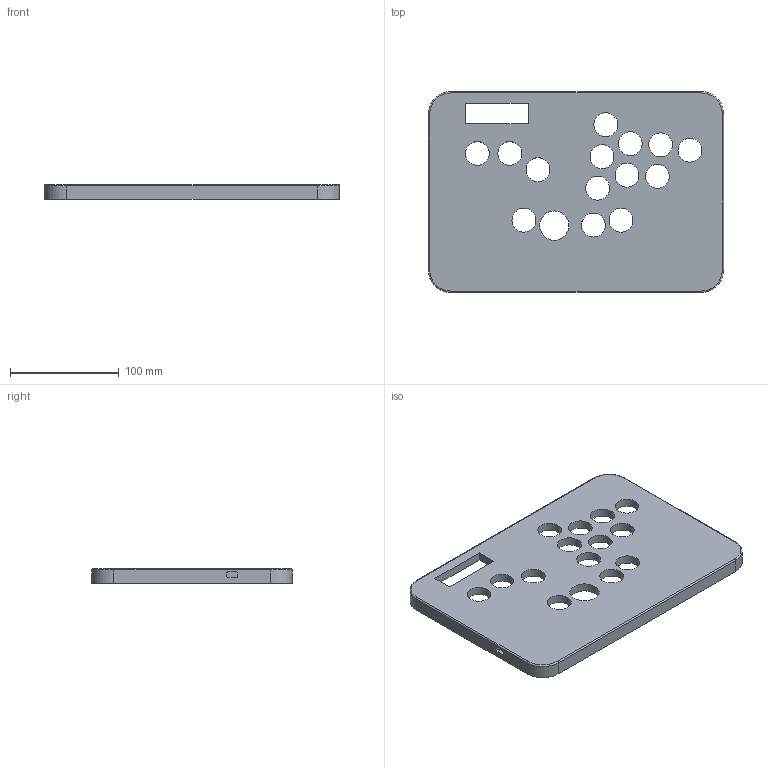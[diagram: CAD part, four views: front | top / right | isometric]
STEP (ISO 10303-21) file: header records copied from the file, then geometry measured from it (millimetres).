
FILE_DESCRIPTION(/* description */ ('KiCad electronic assembly'),/* implementation_level */ '2;1');
FILE_NAME(/* name */ 'nzx2-top v6.step',/* time_stamp */ '2024-09-06T06:40:47+09:00',/* author */ (''),/* organization */ (''),/* preprocessor_version */ 'ST-DEVELOPER v20',/* originating_system */ 'Autodesk Translation Framework v13.14.0.145',/* authorisation */ '');
FILE_SCHEMA (('AUTOMOTIVE_DESIGN { 1 0 10303 214 3 1 1 }'));
Length unit declared in the file: millimetre
Products named in the file (1): nzx 1
Bounding box: 272 x 185 x 13.6 mm (x, y, z)
Volume: 357675.3 mm3; surface area: 112397.2 mm2
Topology: 1 solids, 1 shells, 82 faces, 205 edges, 134 vertices
Faces by surface type: cylinder 43, plane 35, torus 4
Full cylindrical faces by diameter (mm): 2.5 x8, 22 x14, 27 x1
Entity records: 2573 total; most frequent: DIRECTION 459, CARTESIAN_POINT 433, ORIENTED_EDGE 410, EDGE_CURVE 205, AXIS2_PLACEMENT_3D 172, VERTEX_POINT 134, EDGE_LOOP 125, LINE 115
